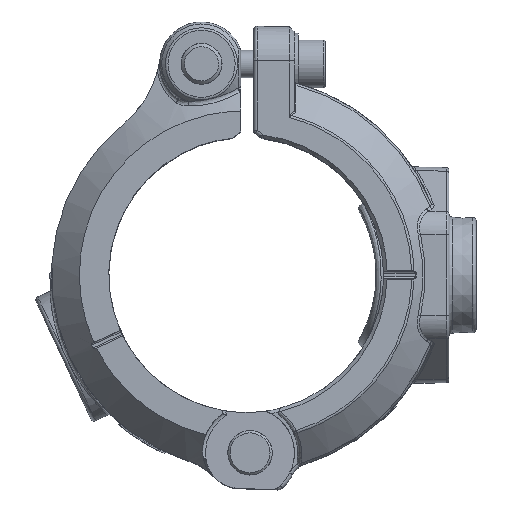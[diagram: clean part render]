
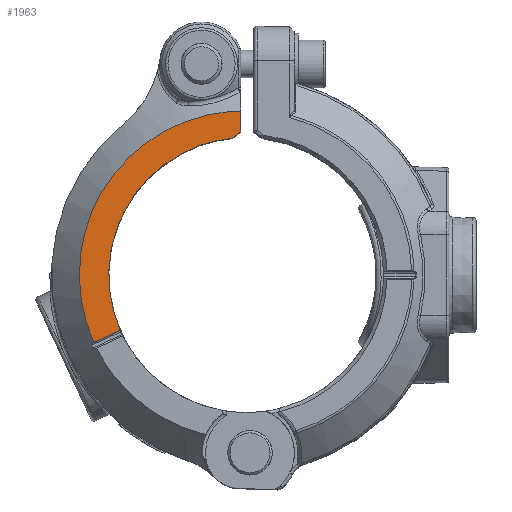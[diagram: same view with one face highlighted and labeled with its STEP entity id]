
A CAD part, top view. The second image highlights one B-rep face of the part: STEP entity #1963.
In plain terms, the highlighted planar face has unit normal (-0.018, 0, 1).
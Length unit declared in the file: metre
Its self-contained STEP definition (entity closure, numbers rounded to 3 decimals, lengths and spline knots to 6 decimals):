
#1963=ADVANCED_FACE('',(#4523),#4524,.F.);
#4523=FACE_OUTER_BOUND('',#21579,.T.);
#4524=PLANE('',#21580);
#21579=EDGE_LOOP('',(#38687,#38688,#38689,#38690,#38691));
#21580=AXIS2_PLACEMENT_3D('',#38692,#38693,#38694);
#38687=ORIENTED_EDGE('',*,*,#45724,.T.);
#38688=ORIENTED_EDGE('',*,*,#45781,.T.);
#38689=ORIENTED_EDGE('',*,*,#45194,.T.);
#38690=ORIENTED_EDGE('',*,*,#45783,.T.);
#38691=ORIENTED_EDGE('',*,*,#45784,.F.);
#38692=CARTESIAN_POINT('',(-0.025174,-0.075195,0.0195));
#38693=DIRECTION('',(0.017,0.,-1.));
#38694=DIRECTION('',(-1.,0.,-0.017));
#45194=EDGE_CURVE('',#49816,#49814,#49817,.T.);
#45724=EDGE_CURVE('',#50545,#50543,#50546,.F.);
#45781=EDGE_CURVE('',#50543,#49816,#50613,.T.);
#45783=EDGE_CURVE('',#49814,#50615,#50616,.T.);
#45784=EDGE_CURVE('',#50545,#50615,#50617,.T.);
#49814=VERTEX_POINT('',#60781);
#49816=VERTEX_POINT('',#60784);
#49817=ELLIPSE('',#60785,0.040256,0.04025);
#50543=VERTEX_POINT('',#62739);
#50545=VERTEX_POINT('',#62744);
#50546=ELLIPSE('',#62745,0.048022,0.048007);
#50613=LINE('',#62927,#62928);
#50615=VERTEX_POINT('',#62930);
#50616=LINE('',#62931,#62932);
#50617=LINE('',#62933,#62934);
#60781=CARTESIAN_POINT('',(-0.029205,-0.035147,0.01943));
#60784=CARTESIAN_POINT('',(-0.062043,-0.091342,0.018856));
#60785=AXIS2_PLACEMENT_3D('',#68662,#68663,#68664);
#62739=CARTESIAN_POINT('',(-0.069772,-0.094953,0.018722));
#62744=CARTESIAN_POINT('',(-0.026754,-0.027193,0.019472));
#62745=AXIS2_PLACEMENT_3D('',#69035,#69036,#69037);
#62927=CARTESIAN_POINT('',(-0.025589,-0.074306,0.019493));
#62928=VECTOR('',#69072,1.0);
#62930=CARTESIAN_POINT('',(-0.026754,-0.033333,0.019472));
#62931=CARTESIAN_POINT('',(-0.02748,-0.03387,0.01946));
#62932=VECTOR('',#69073,1.0);
#62933=CARTESIAN_POINT('',(-0.026754,-0.044933,0.019472));
#62934=VECTOR('',#69074,1.0);
#68662=CARTESIAN_POINT('',(-0.025174,-0.075195,0.0195));
#68663=DIRECTION('',(0.017,0.,-1.));
#68664=DIRECTION('',(1.,0.,0.017));
#69035=CARTESIAN_POINT('',(-0.026012,-0.075195,0.019485));
#69036=DIRECTION('',(0.017,0.,-1.));
#69037=DIRECTION('',(-1.,0.,-0.017));
#69072=DIRECTION('',(0.906,0.423,0.016));
#69073=DIRECTION('',(0.804,0.595,0.014));
#69074=DIRECTION('',(0.,-1.0,0.));
